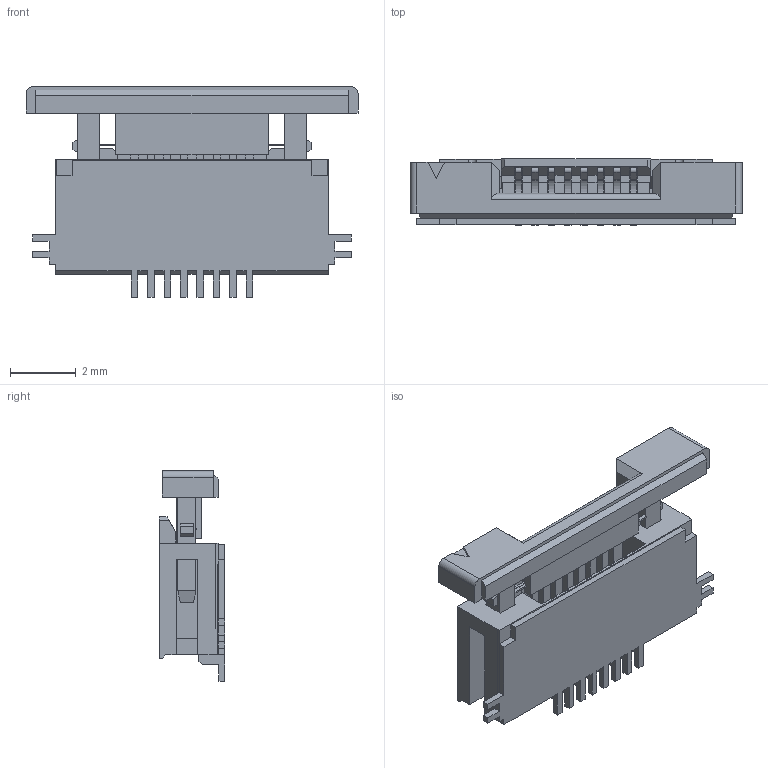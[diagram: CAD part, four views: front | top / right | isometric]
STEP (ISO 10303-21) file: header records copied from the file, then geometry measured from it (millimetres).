
FILE_DESCRIPTION((''),'2;1');
FILE_NAME('527450897','2013-09-11T',('me'),(''),'PRO/ENGINEER BY PARAMETRIC TECHNOLOGY CORPORATION, 2011490','PRO/ENGINEER BY PARAMETRIC TECHNOLOGY CORPORATION, 2011490','');
FILE_SCHEMA(('CONFIG_CONTROL_DESIGN'));
Length unit declared in the file: millimetre
Products named in the file (1): 527450897
Bounding box: 10.1 x 2 x 6.4 mm (x, y, z)
Volume: 52.3 mm3; surface area: 326.6 mm2
Topology: 1 solids, 1 shells, 401 faces, 1283 edges, 854 vertices
Faces by surface type: plane 358, cylinder 43
Entity records: 13936 total; most frequent: CARTESIAN_POINT 2509, ORIENTED_EDGE 2478, DIRECTION 2173, EDGE_CURVE 1239, VECTOR 1193, LINE 1193, VERTEX_POINT 810, AXIS2_PLACEMENT_3D 490
